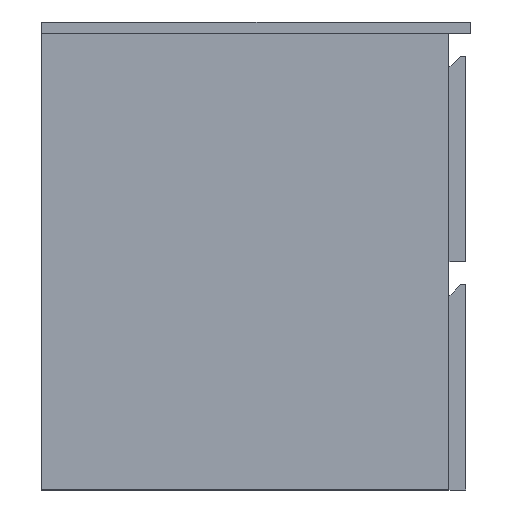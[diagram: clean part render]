
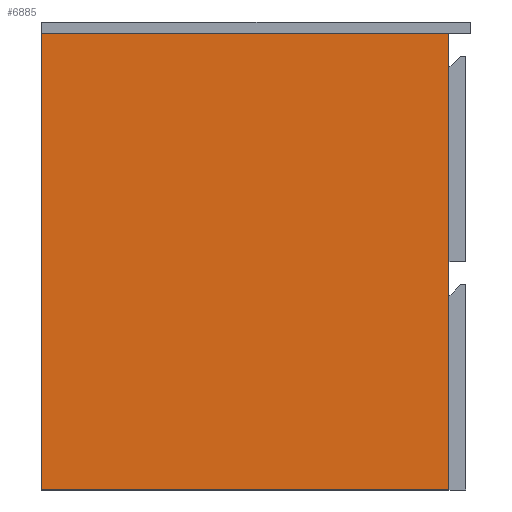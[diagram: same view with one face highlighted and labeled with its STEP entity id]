
A CAD part, left-side view. The second image highlights one B-rep face of the part: STEP entity #6885.
In plain terms, the highlighted face is planar.
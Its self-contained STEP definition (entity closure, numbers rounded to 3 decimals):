
#350 = VECTOR ( 'NONE', #5881, 1000. ) ;
#455 = CARTESIAN_POINT ( 'NONE',  ( 490., 437., -2. ) ) ;
#1245 = EDGE_CURVE ( 'EFI102', #5700, #23039, #13216, .T. ) ;
#1632 = CARTESIAN_POINT ( 'NONE',  ( 0., 437., -2. ) ) ;
#2101 = DIRECTION ( 'NONE',  ( 1., 0., 0. ) ) ;
#2651 = DIRECTION ( 'NONE',  ( 0., 1., 0. ) ) ;
#3214 = ORIENTED_EDGE ( 'NONE', *, *, #1245, .F. ) ;
#3371 = VECTOR ( 'NONE', #2651, 1000. ) ;
#5333 = LINE ( 'NONE', #14913, #350 ) ;
#5700 = VERTEX_POINT ( 'NONE', #1632 ) ;
#5788 = AXIS2_PLACEMENT_3D ( 'NONE', #22474, #22539, #11293 ) ;
#5881 = DIRECTION ( 'NONE',  ( -1., 0., 0. ) ) ;
#6885 = ADVANCED_FACE ( 'NONE', ( #21467 ), #7470, .T. ) ;
#7158 = CARTESIAN_POINT ( 'NONE',  ( 0., 437., -2. ) ) ;
#7470 = PLANE ( 'NONE',  #5788 ) ;
#8725 = EDGE_CURVE ( 'EFI103', #8846, #5700, #5333, .T. ) ;
#8846 = VERTEX_POINT ( 'NONE', #17143 ) ;
#9410 = CARTESIAN_POINT ( 'NONE',  ( 490., 0., -2. ) ) ;
#9726 = VECTOR ( 'NONE', #12825, 1000. ) ;
#9819 = EDGE_CURVE ( 'EFI100', #22354, #8846, #19441, .T. ) ;
#10283 = VECTOR ( 'NONE', #2101, 1000. ) ;
#11293 = DIRECTION ( 'NONE',  ( -1., 0., 0. ) ) ;
#11609 = ORIENTED_EDGE ( 'NONE', *, *, #8725, .F. ) ;
#12825 = DIRECTION ( 'NONE',  ( 0., -1., 0. ) ) ;
#13216 = LINE ( 'NONE', #7158, #9726 ) ;
#13278 = CARTESIAN_POINT ( 'NONE',  ( 0., 0., -2. ) ) ;
#13421 = CARTESIAN_POINT ( 'NONE',  ( 0., 0., -2. ) ) ;
#14913 = CARTESIAN_POINT ( 'NONE',  ( 0., 437., -2. ) ) ;
#15101 = EDGE_LOOP ( 'NONE', ( #3214, #11609, #18836, #23667 ) ) ;
#17143 = CARTESIAN_POINT ( 'NONE',  ( 490., 437., -2. ) ) ;
#18836 = ORIENTED_EDGE ( 'NONE', *, *, #9819, .F. ) ;
#19441 = LINE ( 'NONE', #455, #3371 ) ;
#19638 = LINE ( 'NONE', #13421, #10283 ) ;
#21467 = FACE_OUTER_BOUND ( 'NONE', #15101, .T. ) ;
#22354 = VERTEX_POINT ( 'NONE', #9410 ) ;
#22474 = CARTESIAN_POINT ( 'NONE',  ( 0., 437., -2. ) ) ;
#22539 = DIRECTION ( 'NONE',  ( 0., 0., -1. ) ) ;
#23039 = VERTEX_POINT ( 'NONE', #13278 ) ;
#23525 = EDGE_CURVE ( 'EFI101', #23039, #22354, #19638, .T. ) ;
#23667 = ORIENTED_EDGE ( 'NONE', *, *, #23525, .F. ) ;
